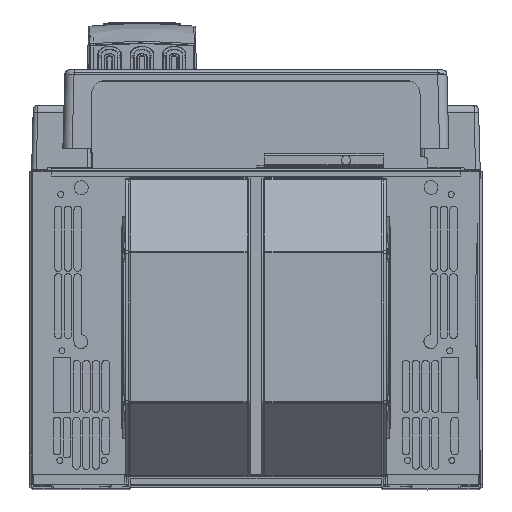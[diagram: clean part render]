
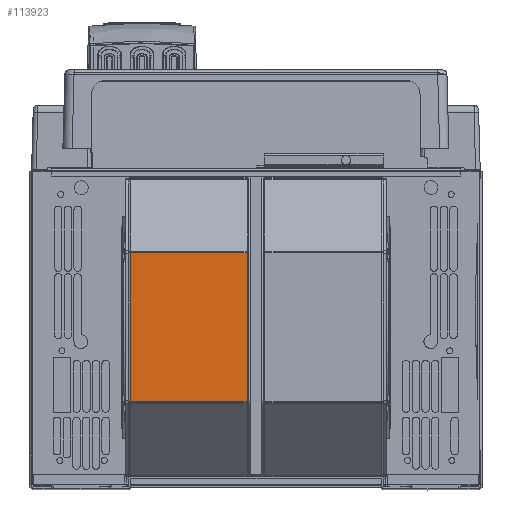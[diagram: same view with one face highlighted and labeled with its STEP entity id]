
A CAD part, top view. The second image highlights one B-rep face of the part: STEP entity #113923.
In plain terms, the highlighted planar face has unit normal (0, 0, 1).
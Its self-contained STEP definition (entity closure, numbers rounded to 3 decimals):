
#13084=DIRECTION('',(1.,0.,0.));
#13085=VECTOR('',#13084,126.1);
#13086=CARTESIAN_POINT('',(2.894,95.174,82.225));
#13087=LINE('',#13086,#13085);
#13115=DIRECTION('',(0.,-1.,0.));
#13116=VECTOR('',#13115,161.26);
#13117=CARTESIAN_POINT('',(2.894,256.435,82.225));
#13118=LINE('',#13117,#13116);
#13139=CARTESIAN_POINT('',(2.894,256.435,82.225));
#13181=DIRECTION('',(-1.,0.,0.));
#13182=VECTOR('',#13181,126.1);
#13183=CARTESIAN_POINT('',(128.994,256.435,82.225));
#13184=LINE('',#13183,#13182);
#13509=DIRECTION('',(0.,1.,0.));
#13510=VECTOR('',#13509,161.26);
#13511=CARTESIAN_POINT('',(128.994,95.174,82.225));
#13512=LINE('',#13511,#13510);
#99993=CARTESIAN_POINT('',(2.894,95.174,82.225));
#99994=VERTEX_POINT('',#99993);
#99995=CARTESIAN_POINT('',(128.994,95.174,82.225));
#99996=VERTEX_POINT('',#99995);
#100004=VERTEX_POINT('',#13139);
#100010=CARTESIAN_POINT('',(128.994,256.435,
82.225));
#100011=VERTEX_POINT('',#100010);
#113909=CARTESIAN_POINT('',(65.944,175.805,
82.225));
#113910=DIRECTION('',(0.,0.,-1.));
#113911=DIRECTION('',(0.,-1.,0.));
#113912=AXIS2_PLACEMENT_3D('',#113909,#113910,#113911);
#113913=PLANE('',#113912);
#113914=ORIENTED_EDGE('',*,*,#113900,.F.);
#113916=ORIENTED_EDGE('',*,*,#113915,.F.);
#113918=ORIENTED_EDGE('',*,*,#113917,.F.);
#113920=ORIENTED_EDGE('',*,*,#113919,.F.);
#113921=EDGE_LOOP('',(#113914,#113916,#113918,#113920));
#113922=FACE_OUTER_BOUND('',#113921,.F.);
#113923=ADVANCED_FACE('',(#113922),#113913,.F.);
#113900=EDGE_CURVE('',#99994,#99996,#13087,.T.);
#113915=EDGE_CURVE('',#100004,#99994,#13118,.T.);
#113917=EDGE_CURVE('',#100011,#100004,#13184,.T.);
#113919=EDGE_CURVE('',#99996,#100011,#13512,.T.);
